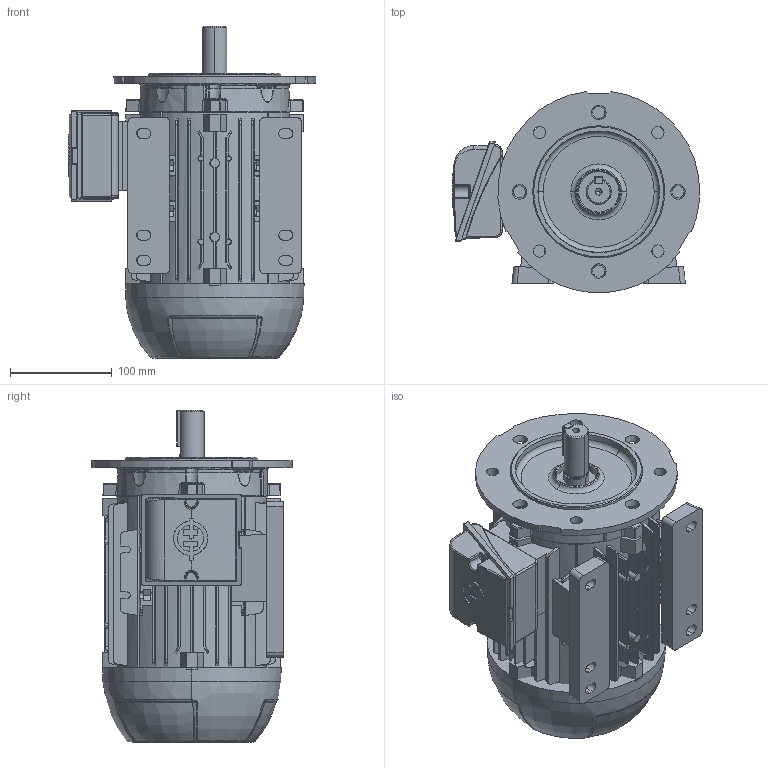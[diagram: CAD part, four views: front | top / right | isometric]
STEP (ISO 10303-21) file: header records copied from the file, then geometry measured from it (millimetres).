
FILE_DESCRIPTION (( 'STEP AP203' ), '1' );
FILE_NAME ('# IEC90 - B3D - M.STEP', '2022-05-26T12:11:09', ( '' ), ( '' ), 'SwSTEP 2.0', 'SolidWorks 2020', '' );
FILE_SCHEMA (( 'CONFIG_CONTROL_DESIGN' ));
Length unit declared in the file: millimetre
Products named in the file (14): 105006084_105006084; 105010010-6204 NSK_SKF - 6204 - 10,DE,NC,10_68; 505142045_505142045; IEC90_105032001teste_001_10.5032.018-8x7x36; 105007077; # IEC90 - B3D - M; 105007080_10.5007.080; TABELA ROTORES IEC90 4P AC180_50.5295.098 - �89,50; 105007074_10.5007.074; Eixo Padrão IEC90 IR3_50.5137.077_IR2; 105006086_105006086; FF_50.5007.809; IEC90_105006193teste_001_50.5307.041 - USINADA IR3; 105010019-6205 NSK_DIN 625 - 6205 - 12,DE,NC,12_68
Assembly tree (10 placements, depth 3):
  105010010-6204 NSK_SKF - 6204 - 10,DE,NC,10_68
  # IEC90 - B3D - M
    IEC90_105006193teste_001_50.5307.041 - USINADA IR3
    105006084_105006084
    105006086_105006086
    505142045_505142045
      Eixo Padrão IEC90 IR3_50.5137.077_IR2
    105007080_10.5007.080
    105007074_10.5007.074
    105007077
    IEC90_105032001teste_001_10.5032.018-8x7x36
    FF_50.5007.809
  TABELA ROTORES IEC90 4P AC180_50.5295.098 - �89,50
  105010019-6205 NSK_DIN 625 - 6205 - 12,DE,NC,12_68
Bounding box: 243.64 x 197.84 x 326.9 mm (x, y, z)
Volume: 6035758.8 mm3; surface area: 516726.1 mm2
Topology: 9 solids, 9 shells, 1676 faces, 4396 edges, 2746 vertices
Faces by surface type: plane 781, cylinder 304, bspline 279, cone 172, torus 112, sphere 28
Entity records: 65418 total; most frequent: CARTESIAN_POINT 26210, ORIENTED_EDGE 8680, DIRECTION 6946, EDGE_CURVE 4340, VERTEX_POINT 2746, AXIS2_PLACEMENT_3D 2381, VECTOR 2184, LINE 2184
